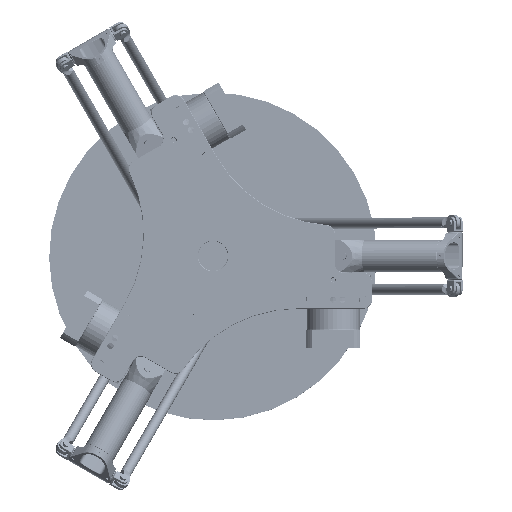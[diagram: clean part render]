
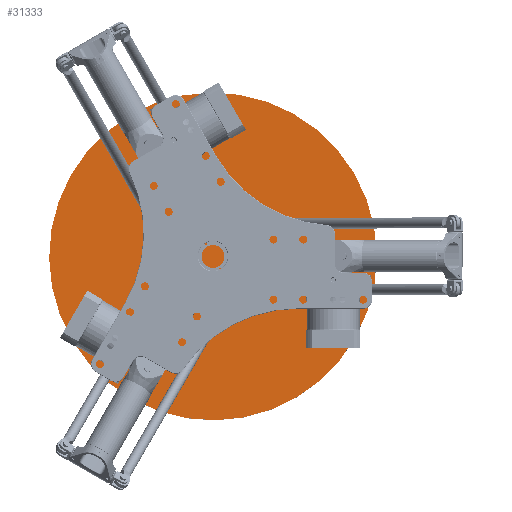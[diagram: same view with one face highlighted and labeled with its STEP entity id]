
A CAD part, top view. The second image highlights one B-rep face of the part: STEP entity #31333.
In plain terms, the highlighted planar face has unit normal (0, 0, 1).
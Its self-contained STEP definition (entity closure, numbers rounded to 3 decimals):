
#2319=PLANE('',#33623);
#8629=FACE_OUTER_BOUND('',#10602,.T.);
#10602=EDGE_LOOP('',(#22205));
#13039=CIRCLE('',#33622,450.);
#14667=VERTEX_POINT('',#46369);
#17632=EDGE_CURVE('',#14667,#14667,#13039,.T.);
#22205=ORIENTED_EDGE('',*,*,#17632,.F.);
#31333=ADVANCED_FACE('',(#8629),#2319,.F.);
#33622=AXIS2_PLACEMENT_3D('',#46370,#37091,#37092);
#33623=AXIS2_PLACEMENT_3D('',#46372,#37094,#37095);
#37091=DIRECTION('center_axis',(0.,0.,-1.));
#37092=DIRECTION('ref_axis',(-1.,0.,0.));
#37094=DIRECTION('center_axis',(0.,0.,-1.));
#37095=DIRECTION('ref_axis',(-1.,0.,0.));
#46369=CARTESIAN_POINT('',(450.,0.,100.));
#46370=CARTESIAN_POINT('Origin',(0.,0.,100.));
#46372=CARTESIAN_POINT('Origin',(0.,0.,100.));
